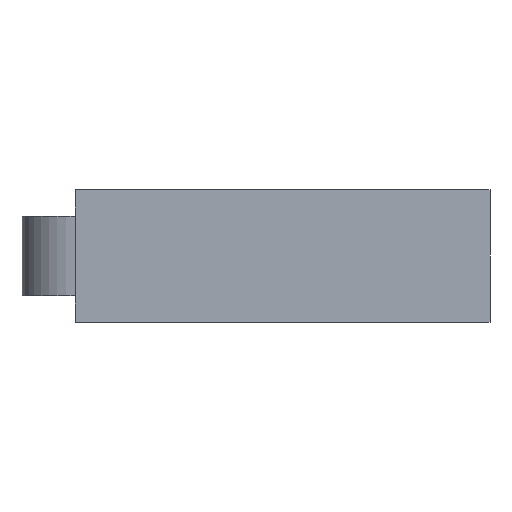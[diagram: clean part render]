
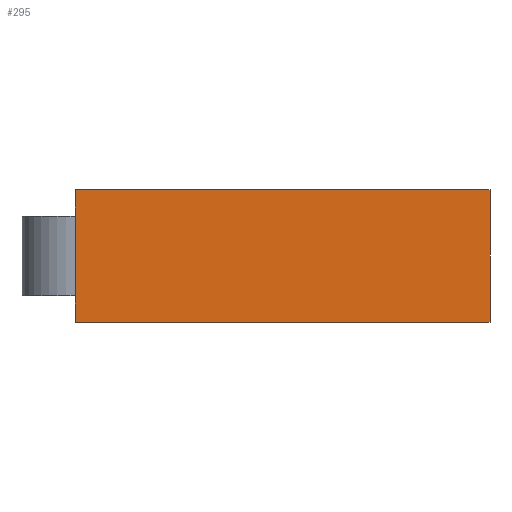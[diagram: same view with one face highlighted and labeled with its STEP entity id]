
A CAD part, front view. The second image highlights one B-rep face of the part: STEP entity #295.
In plain terms, the highlighted planar face has unit normal (0, -1, 0).
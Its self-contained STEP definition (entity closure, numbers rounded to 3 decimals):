
#8 = LINE ( 'NONE', #60, #568 ) ;
#9 = VECTOR ( 'NONE', #158, 1000. ) ;
#32 = EDGE_CURVE ( 'NONE', #655, #432, #387, .T. ) ;
#51 = CARTESIAN_POINT ( 'NONE',  ( 3.125, 0., 1. ) ) ;
#60 = CARTESIAN_POINT ( 'NONE',  ( -3.125, 0., -1. ) ) ;
#85 = DIRECTION ( 'NONE',  ( 0., 1., 0. ) ) ;
#89 = DIRECTION ( 'NONE',  ( 0., 0., 1. ) ) ;
#94 = CARTESIAN_POINT ( 'NONE',  ( -3.125, 0., 0.6 ) ) ;
#95 = CARTESIAN_POINT ( 'NONE',  ( -3.125, 0., -0.6 ) ) ;
#114 = EDGE_CURVE ( 'NONE', #259, #149, #675, .T. ) ;
#119 = EDGE_CURVE ( 'NONE', #432, #467, #260, .T. ) ;
#122 = LINE ( 'NONE', #520, #705 ) ;
#143 = DIRECTION ( 'NONE',  ( 0., 0., 1. ) ) ;
#144 = CARTESIAN_POINT ( 'NONE',  ( -3.125, 0., 1. ) ) ;
#149 = VERTEX_POINT ( 'NONE', #95 ) ;
#158 = DIRECTION ( 'NONE',  ( 0., 0., -1. ) ) ;
#168 = DIRECTION ( 'NONE',  ( -1., 0., 0. ) ) ;
#172 = CARTESIAN_POINT ( 'NONE',  ( 3.125, 0., -1. ) ) ;
#209 = DIRECTION ( 'NONE',  ( 0., 0., -1. ) ) ;
#218 = VERTEX_POINT ( 'NONE', #445 ) ;
#259 = VERTEX_POINT ( 'NONE', #304 ) ;
#260 = LINE ( 'NONE', #430, #567 ) ;
#295 = ADVANCED_FACE ( 'NONE', ( #416 ), #411, .F. ) ;
#304 = CARTESIAN_POINT ( 'NONE',  ( -3.125, 0., -1. ) ) ;
#311 = EDGE_LOOP ( 'NONE', ( #658, #423, #630, #672, #314, #525 ) ) ;
#314 = ORIENTED_EDGE ( 'NONE', *, *, #346, .F. ) ;
#346 = EDGE_CURVE ( 'NONE', #218, #655, #122, .T. ) ;
#382 = AXIS2_PLACEMENT_3D ( 'NONE', #417, #85, #143 ) ;
#385 = EDGE_CURVE ( 'NONE', #467, #259, #8, .T. ) ;
#387 = LINE ( 'NONE', #144, #556 ) ;
#411 = PLANE ( 'NONE',  #382 ) ;
#414 = VECTOR ( 'NONE', #548, 1000. ) ;
#416 = FACE_OUTER_BOUND ( 'NONE', #311, .T. ) ;
#417 = CARTESIAN_POINT ( 'NONE',  ( 0., 0., 0. ) ) ;
#423 = ORIENTED_EDGE ( 'NONE', *, *, #385, .F. ) ;
#430 = CARTESIAN_POINT ( 'NONE',  ( 3.125, 0., -1. ) ) ;
#432 = VERTEX_POINT ( 'NONE', #51 ) ;
#445 = CARTESIAN_POINT ( 'NONE',  ( -3.125, 0., 0.6 ) ) ;
#467 = VERTEX_POINT ( 'NONE', #172 ) ;
#481 = CARTESIAN_POINT ( 'NONE',  ( -3.125, 0., -1. ) ) ;
#520 = CARTESIAN_POINT ( 'NONE',  ( -3.125, 0., -1. ) ) ;
#525 = ORIENTED_EDGE ( 'NONE', *, *, #574, .T. ) ;
#548 = DIRECTION ( 'NONE',  ( 0., 0., 1. ) ) ;
#556 = VECTOR ( 'NONE', #646, 1000. ) ;
#567 = VECTOR ( 'NONE', #209, 1000. ) ;
#568 = VECTOR ( 'NONE', #168, 1000. ) ;
#574 = EDGE_CURVE ( 'NONE', #218, #149, #591, .T. ) ;
#591 = LINE ( 'NONE', #94, #9 ) ;
#630 = ORIENTED_EDGE ( 'NONE', *, *, #119, .F. ) ;
#646 = DIRECTION ( 'NONE',  ( 1., 0., 0. ) ) ;
#655 = VERTEX_POINT ( 'NONE', #692 ) ;
#658 = ORIENTED_EDGE ( 'NONE', *, *, #114, .F. ) ;
#672 = ORIENTED_EDGE ( 'NONE', *, *, #32, .F. ) ;
#675 = LINE ( 'NONE', #481, #414 ) ;
#692 = CARTESIAN_POINT ( 'NONE',  ( -3.125, 0., 1. ) ) ;
#705 = VECTOR ( 'NONE', #89, 1000. ) ;
